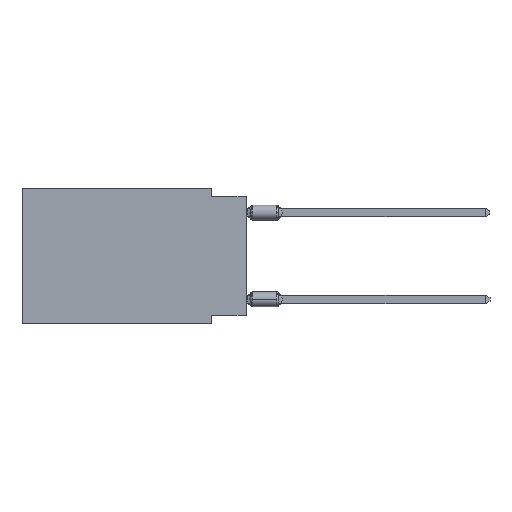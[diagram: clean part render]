
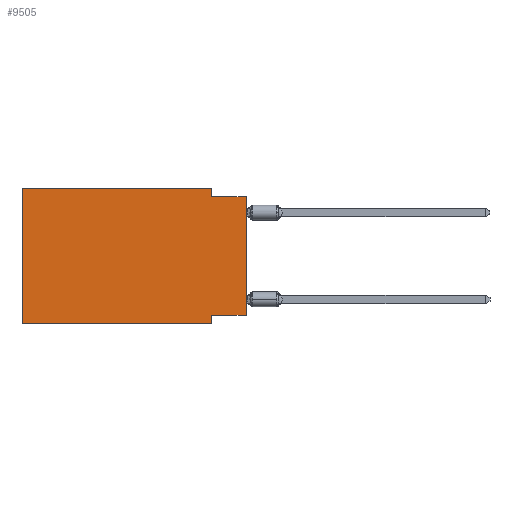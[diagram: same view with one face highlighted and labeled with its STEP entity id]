
A CAD part, left-side view. The second image highlights one B-rep face of the part: STEP entity #9505.
In plain terms, the highlighted planar face has unit normal (-1, 0, 0).
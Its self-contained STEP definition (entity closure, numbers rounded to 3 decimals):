
#492 = LINE ( 'NONE', #15509, #14684 ) ;
#593 = VERTEX_POINT ( 'NONE', #19650 ) ;
#1420 = LINE ( 'NONE', #16242, #7141 ) ;
#2529 = LINE ( 'NONE', #4258, #4634 ) ;
#2565 = CARTESIAN_POINT ( 'NONE',  ( 0., 16.383, 0. ) ) ;
#2658 = VECTOR ( 'NONE', #6509, 1000. ) ;
#2670 = CARTESIAN_POINT ( 'NONE',  ( 0., 2.54, -0.635 ) ) ;
#3143 = CARTESIAN_POINT ( 'NONE',  ( 0., 16.383, 0. ) ) ;
#3392 = DIRECTION ( 'NONE',  ( 1., 0., 0. ) ) ;
#3513 = DIRECTION ( 'NONE',  ( 0., 0., -1. ) ) ;
#3596 = VERTEX_POINT ( 'NONE', #9514 ) ;
#3600 = FACE_OUTER_BOUND ( 'NONE', #10421, .T. ) ;
#4053 = VERTEX_POINT ( 'NONE', #9381 ) ;
#4258 = CARTESIAN_POINT ( 'NONE',  ( 0., 0., 0. ) ) ;
#4588 = EDGE_CURVE ( 'NONE', #11948, #3596, #19773, .T. ) ;
#4634 = VECTOR ( 'NONE', #15606, 1000. ) ;
#5235 = PLANE ( 'NONE',  #8635 ) ;
#5375 = VECTOR ( 'NONE', #20954, 1000. ) ;
#5409 = ORIENTED_EDGE ( 'NONE', *, *, #4588, .T. ) ;
#6353 = ORIENTED_EDGE ( 'NONE', *, *, #12605, .F. ) ;
#6509 = DIRECTION ( 'NONE',  ( 0., -1., 0. ) ) ;
#6618 = CARTESIAN_POINT ( 'NONE',  ( 0., 0., -0.635 ) ) ;
#6924 = LINE ( 'NONE', #6618, #20074 ) ;
#7136 = VERTEX_POINT ( 'NONE', #16423 ) ;
#7141 = VECTOR ( 'NONE', #21321, 1000. ) ;
#7500 = VERTEX_POINT ( 'NONE', #2670 ) ;
#8630 = EDGE_CURVE ( 'NONE', #4053, #7500, #1420, .T. ) ;
#8635 = AXIS2_PLACEMENT_3D ( 'NONE', #13245, #3392, #19737 ) ;
#8701 = EDGE_CURVE ( 'NONE', #7136, #4053, #17964, .T. ) ;
#9055 = LINE ( 'NONE', #15880, #14982 ) ;
#9381 = CARTESIAN_POINT ( 'NONE',  ( 0., 2.54, 0. ) ) ;
#9505 = ADVANCED_FACE ( 'NONE', ( #3600 ), #5235, .F. ) ;
#9514 = CARTESIAN_POINT ( 'NONE',  ( 0., 2.54, -9.906 ) ) ;
#10421 = EDGE_LOOP ( 'NONE', ( #10790, #21031, #12299, #13976, #20725, #5409, #20611, #6353 ) ) ;
#10740 = CARTESIAN_POINT ( 'NONE',  ( 0., 2.54, -9.271 ) ) ;
#10790 = ORIENTED_EDGE ( 'NONE', *, *, #12231, .T. ) ;
#10942 = VERTEX_POINT ( 'NONE', #16896 ) ;
#11100 = VECTOR ( 'NONE', #19669, 1000. ) ;
#11948 = VERTEX_POINT ( 'NONE', #16281 ) ;
#12231 = EDGE_CURVE ( 'NONE', #593, #10942, #2529, .T. ) ;
#12299 = ORIENTED_EDGE ( 'NONE', *, *, #8630, .F. ) ;
#12605 = EDGE_CURVE ( 'NONE', #593, #20451, #9055, .T. ) ;
#13162 = CARTESIAN_POINT ( 'NONE',  ( 0., 16.383, -9.906 ) ) ;
#13221 = DIRECTION ( 'NONE',  ( 0., -1., 0. ) ) ;
#13245 = CARTESIAN_POINT ( 'NONE',  ( 0., 16.383, 0. ) ) ;
#13976 = ORIENTED_EDGE ( 'NONE', *, *, #8701, .F. ) ;
#14684 = VECTOR ( 'NONE', #3513, 1000. ) ;
#14982 = VECTOR ( 'NONE', #17298, 1000. ) ;
#15509 = CARTESIAN_POINT ( 'NONE',  ( 0., 2.54, -9.906 ) ) ;
#15606 = DIRECTION ( 'NONE',  ( 0., 0., 1. ) ) ;
#15880 = CARTESIAN_POINT ( 'NONE',  ( 0., 0., -9.271 ) ) ;
#16082 = LINE ( 'NONE', #2565, #5375 ) ;
#16242 = CARTESIAN_POINT ( 'NONE',  ( 0., 2.54, 0. ) ) ;
#16281 = CARTESIAN_POINT ( 'NONE',  ( 0., 16.383, -9.906 ) ) ;
#16423 = CARTESIAN_POINT ( 'NONE',  ( 0., 16.383, 0. ) ) ;
#16896 = CARTESIAN_POINT ( 'NONE',  ( 0., 0., -0.635 ) ) ;
#17295 = EDGE_CURVE ( 'NONE', #7500, #10942, #6924, .T. ) ;
#17298 = DIRECTION ( 'NONE',  ( 0., 1., 0. ) ) ;
#17964 = LINE ( 'NONE', #3143, #2658 ) ;
#18829 = EDGE_CURVE ( 'NONE', #11948, #7136, #16082, .T. ) ;
#19128 = EDGE_CURVE ( 'NONE', #20451, #3596, #492, .T. ) ;
#19650 = CARTESIAN_POINT ( 'NONE',  ( 0., 0., -9.271 ) ) ;
#19669 = DIRECTION ( 'NONE',  ( 0., -1., 0. ) ) ;
#19737 = DIRECTION ( 'NONE',  ( 0., 0., -1. ) ) ;
#19773 = LINE ( 'NONE', #13162, #11100 ) ;
#20074 = VECTOR ( 'NONE', #13221, 1000. ) ;
#20451 = VERTEX_POINT ( 'NONE', #10740 ) ;
#20611 = ORIENTED_EDGE ( 'NONE', *, *, #19128, .F. ) ;
#20725 = ORIENTED_EDGE ( 'NONE', *, *, #18829, .F. ) ;
#20954 = DIRECTION ( 'NONE',  ( 0., 0., 1. ) ) ;
#21031 = ORIENTED_EDGE ( 'NONE', *, *, #17295, .F. ) ;
#21321 = DIRECTION ( 'NONE',  ( 0., 0., -1. ) ) ;
